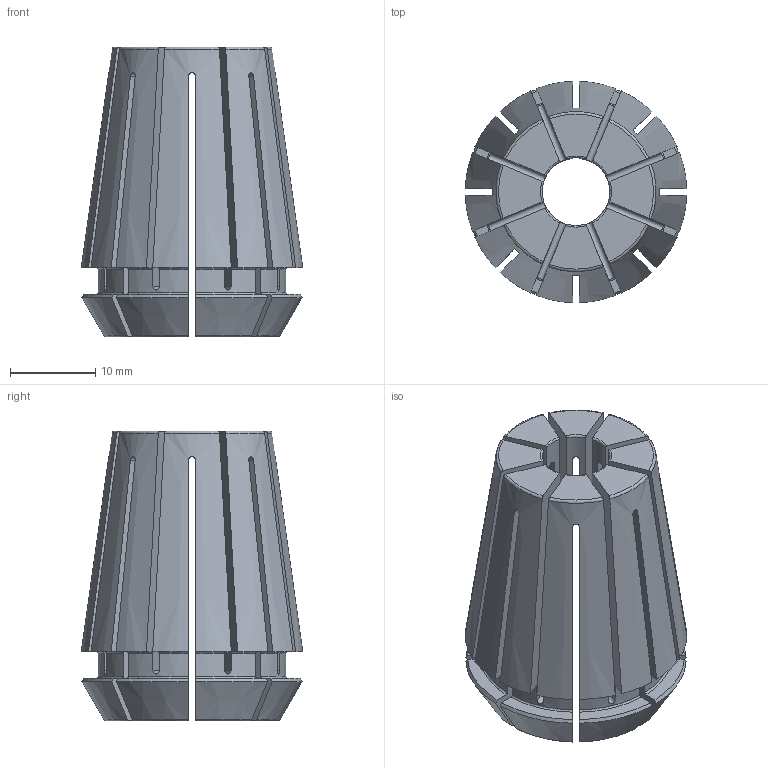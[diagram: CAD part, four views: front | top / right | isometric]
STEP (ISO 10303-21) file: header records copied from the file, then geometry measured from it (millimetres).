
FILE_DESCRIPTION(/* description */ (''),/* implementation_level */ '2;1');
FILE_NAME(/* name */ '112507946.stp',/* time_stamp */ '2021-06-01T15:49:23',/* author */ ('LRA'),/* organization */ ('REGO-FIX'),/* preprocessor_version */ ' Unknown',/* originating_system */ 'SIEMENS PLM Software Solid Edge ST10',/* authorization */ 'Unknown');
FILE_SCHEMA (('AUTOMOTIVE_DESIGN { 1 0 10303 214 2 1 1}'));
Length unit declared in the file: millimetre
Products named in the file (1): NOCUT
Bounding box: 25.99 x 25.99 x 34 mm (x, y, z)
Volume: 9131.6 mm3; surface area: 10235.6 mm2
Topology: 1 solids, 1 shells, 177 faces, 530 edges, 353 vertices
Faces by surface type: plane 72, torus 56, cylinder 25, cone 24
Full cylindrical faces by diameter (mm): 7.938 x1
Entity records: 6254 total; most frequent: CARTESIAN_POINT 1717, ORIENTED_EDGE 1056, DIRECTION 826, EDGE_CURVE 528, VERTEX_POINT 352, AXIS2_PLACEMENT_3D 325, B_SPLINE_CURVE_WITH_KNOTS 208, EDGE_LOOP 178
